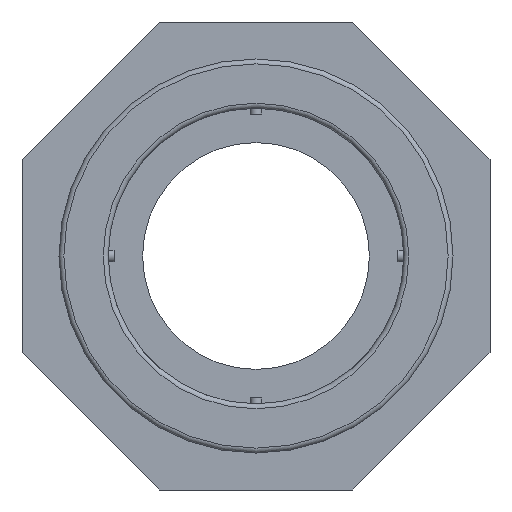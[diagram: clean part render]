
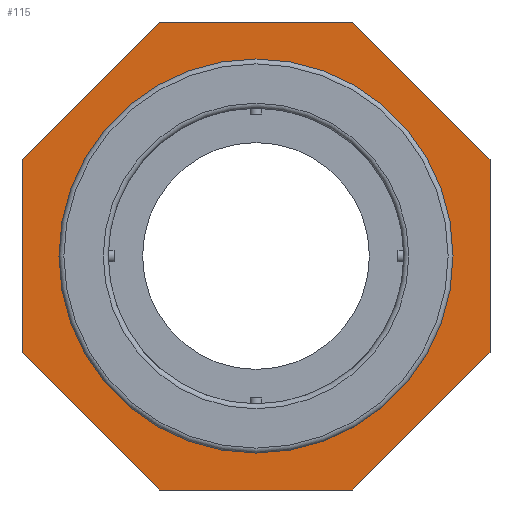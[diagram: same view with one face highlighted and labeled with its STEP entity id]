
A CAD part, left-side view. The second image highlights one B-rep face of the part: STEP entity #115.
In plain terms, the highlighted planar face has unit normal (-1, 0, 0).
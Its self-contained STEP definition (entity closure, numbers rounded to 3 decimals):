
#115 = ADVANCED_FACE( '', ( #241, #242 ), #243, .F. );
#241 = FACE_OUTER_BOUND( '', #372, .T. );
#242 = FACE_BOUND( '', #373, .T. );
#243 = PLANE( '', #374 );
#372 = EDGE_LOOP( '', ( #645, #646, #647, #648, #649, #650, #651, #652 ) );
#373 = EDGE_LOOP( '', ( #653 ) );
#374 = AXIS2_PLACEMENT_3D( '', #654, #655, #656 );
#645 = ORIENTED_EDGE( '', *, *, #799, .F. );
#646 = ORIENTED_EDGE( '', *, *, #828, .F. );
#647 = ORIENTED_EDGE( '', *, *, #829, .F. );
#648 = ORIENTED_EDGE( '', *, *, #792, .F. );
#649 = ORIENTED_EDGE( '', *, *, #802, .F. );
#650 = ORIENTED_EDGE( '', *, *, #722, .F. );
#651 = ORIENTED_EDGE( '', *, *, #749, .F. );
#652 = ORIENTED_EDGE( '', *, *, #809, .F. );
#653 = ORIENTED_EDGE( '', *, *, #830, .T. );
#654 = CARTESIAN_POINT( '', ( 12., 8., 0. ) );
#655 = DIRECTION( '', ( 1., 0., 0. ) );
#656 = DIRECTION( '', ( 0., 0., -1. ) );
#722 = EDGE_CURVE( '', #842, #843, #844, .T. );
#749 = EDGE_CURVE( '', #892, #842, #893, .T. );
#792 = EDGE_CURVE( '', #959, #960, #961, .T. );
#799 = EDGE_CURVE( '', #967, #969, #970, .T. );
#802 = EDGE_CURVE( '', #843, #959, #973, .T. );
#809 = EDGE_CURVE( '', #969, #892, #982, .T. );
#828 = EDGE_CURVE( '', #1005, #967, #1006, .T. );
#829 = EDGE_CURVE( '', #960, #1005, #1007, .T. );
#830 = EDGE_CURVE( '', #1008, #1008, #1009, .T. );
#842 = VERTEX_POINT( '', #1021 );
#843 = VERTEX_POINT( '', #1022 );
#844 = LINE( '', #1023, #1024 );
#892 = VERTEX_POINT( '', #1090 );
#893 = LINE( '', #1091, #1092 );
#959 = VERTEX_POINT( '', #1215 );
#960 = VERTEX_POINT( '', #1216 );
#961 = LINE( '', #1217, #1218 );
#967 = VERTEX_POINT( '', #1227 );
#969 = VERTEX_POINT( '', #1230 );
#970 = LINE( '', #1231, #1232 );
#973 = LINE( '', #1236, #1237 );
#982 = LINE( '', #1248, #1249 );
#1005 = VERTEX_POINT( '', #1277 );
#1006 = LINE( '', #1278, #1279 );
#1007 = LINE( '', #1280, #1281 );
#1008 = VERTEX_POINT( '', #1282 );
#1009 = CIRCLE( '', #1283, 8. );
#1021 = CARTESIAN_POINT( '', ( 12., -3.935, 9.5 ) );
#1022 = CARTESIAN_POINT( '', ( 12., -9.5, 3.935 ) );
#1023 = CARTESIAN_POINT( '', ( 12., -3.935, 9.5 ) );
#1024 = VECTOR( '', #1295, 1000. );
#1090 = CARTESIAN_POINT( '', ( 12., 3.935, 9.5 ) );
#1091 = CARTESIAN_POINT( '', ( 12., 3.935, 9.5 ) );
#1092 = VECTOR( '', #1329, 1000. );
#1215 = CARTESIAN_POINT( '', ( 12., -9.5, -3.935 ) );
#1216 = CARTESIAN_POINT( '', ( 12., -3.935, -9.5 ) );
#1217 = CARTESIAN_POINT( '', ( 12., -9.5, -3.935 ) );
#1218 = VECTOR( '', #1375, 1000. );
#1227 = CARTESIAN_POINT( '', ( 12., 9.5, -3.935 ) );
#1230 = CARTESIAN_POINT( '', ( 12., 9.5, 3.935 ) );
#1231 = CARTESIAN_POINT( '', ( 12., 9.5, -3.935 ) );
#1232 = VECTOR( '', #1380, 1000. );
#1236 = CARTESIAN_POINT( '', ( 12., -9.5, 3.935 ) );
#1237 = VECTOR( '', #1382, 1000. );
#1248 = CARTESIAN_POINT( '', ( 12., 9.5, 3.935 ) );
#1249 = VECTOR( '', #1388, 1000. );
#1277 = CARTESIAN_POINT( '', ( 12., 3.935, -9.5 ) );
#1278 = CARTESIAN_POINT( '', ( 12., 3.935, -9.5 ) );
#1279 = VECTOR( '', #1406, 1000. );
#1280 = CARTESIAN_POINT( '', ( 12., -3.935, -9.5 ) );
#1281 = VECTOR( '', #1407, 1000. );
#1282 = CARTESIAN_POINT( '', ( 12., 0., -8. ) );
#1283 = AXIS2_PLACEMENT_3D( '', #1408, #1409, #1410 );
#1295 = DIRECTION( '', ( 0., -0.707, -0.707 ) );
#1329 = DIRECTION( '', ( 0., -1., 0. ) );
#1375 = DIRECTION( '', ( 0., 0.707, -0.707 ) );
#1380 = DIRECTION( '', ( 0., 0., 1. ) );
#1382 = DIRECTION( '', ( 0., 0., -1. ) );
#1388 = DIRECTION( '', ( 0., -0.707, 0.707 ) );
#1406 = DIRECTION( '', ( 0., 0.707, 0.707 ) );
#1407 = DIRECTION( '', ( 0., 1., 0. ) );
#1408 = CARTESIAN_POINT( '', ( 12., 0., 0. ) );
#1409 = DIRECTION( '', ( 1., 0., 0. ) );
#1410 = DIRECTION( '', ( 0., 0., -1. ) );
